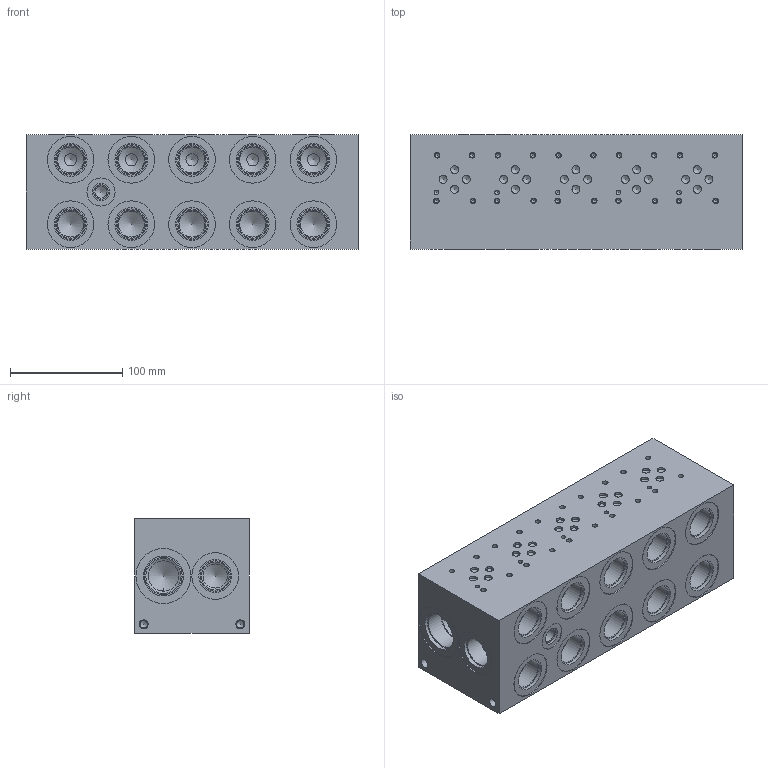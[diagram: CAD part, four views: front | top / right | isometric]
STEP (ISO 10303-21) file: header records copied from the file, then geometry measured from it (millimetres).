
FILE_DESCRIPTION((''),'2;1');
FILE_NAME('AD03HP052S_C.stp','2011-10-21T11:56:23',('juliea'),(''),'Autodesk Inventor 2012','Autodesk Inventor 2012','');
FILE_SCHEMA(('AUTOMOTIVE_DESIGN { 1 0 10303 214 1 1 1 1 }'));
Length unit declared in the file: millimetre
Products named in the file (1): AD03HP052S_C_3D
Bounding box: 295.27 x 101.6 x 101.6 mm (x, y, z)
Volume: 2620911 mm3; surface area: 211741.2 mm2
Topology: 1 solids, 1 shells, 322 faces, 644 edges, 393 vertices
Faces by surface type: cylinder 158, cone 87, plane 77
Full cylindrical faces by diameter (mm): 3.785 x20, 3.962 x5, 4.826 x20, 6.528 x4, 7.137 x20, 7.95 x4, 10.719 x6, 12.9 x1, 15.596 x1, 19.05 x1, 21.438 x2, 23.012 x10, 24.917 x12, 25.019 x1, 26.975 x2, 26.988 x4, 27 x8, 28.626 x1, 29.21 x12, 31.267 x2, 31.344 x1, 33.325 x1, 33.338 x2, 35.509 x2, 35.585 x1, 41.453 x12, 44.45 x1, 48.971 x2
Entity records: 6538 total; most frequent: DIRECTION 1292, CARTESIAN_POINT 989, ORIENTED_EDGE 664, AXIS2_PLACEMENT_3D 639, EDGE_LOOP 638, EDGE_CURVE 332, VERTEX_POINT 326, FACE_OUTER_BOUND 322
